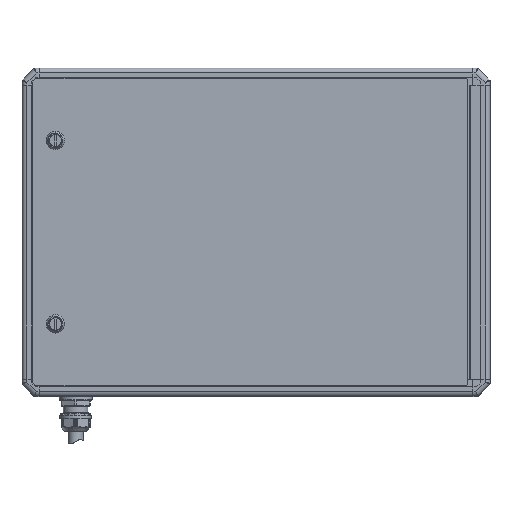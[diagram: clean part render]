
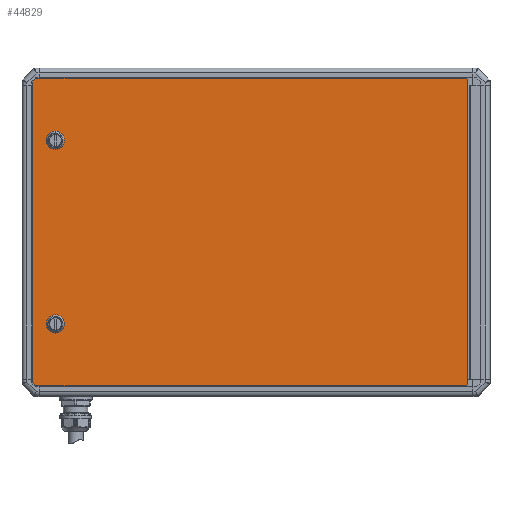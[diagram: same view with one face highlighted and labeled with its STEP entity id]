
A CAD part, top view. The second image highlights one B-rep face of the part: STEP entity #44829.
In plain terms, the highlighted planar face has unit normal (0, 0, 1).
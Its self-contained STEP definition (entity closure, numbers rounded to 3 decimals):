
#1043 = VERTEX_POINT ( 'NONE', #48320 ) ;
#1321 = VECTOR ( 'NONE', #48615, 1000. ) ;
#1393 = DIRECTION ( 'NONE',  ( 0., 0., 1. ) ) ;
#1642 = CARTESIAN_POINT ( 'NONE',  ( -160., 68., 2. ) ) ;
#1964 = ORIENTED_EDGE ( 'NONE', *, *, #16055, .T. ) ;
#2279 = EDGE_CURVE ( 'NONE', #20914, #13613, #25994, .T. ) ;
#2295 = VECTOR ( 'NONE', #10085, 1000. ) ;
#4089 = LINE ( 'NONE', #45774, #26248 ) ;
#4649 = EDGE_CURVE ( 'NONE', #10182, #41911, #6083, .T. ) ;
#4791 = VECTOR ( 'NONE', #21237, 1000. ) ;
#5335 = LINE ( 'NONE', #16522, #8078 ) ;
#5763 = EDGE_LOOP ( 'NONE', ( #36749, #13755 ) ) ;
#5991 = DIRECTION ( 'NONE',  ( 0., 1., 0. ) ) ;
#6083 = LINE ( 'NONE', #47292, #4791 ) ;
#6126 = DIRECTION ( 'NONE',  ( -0.707, 0.707, 0. ) ) ;
#6681 = VECTOR ( 'NONE', #37581, 1000. ) ;
#7053 = ORIENTED_EDGE ( 'NONE', *, *, #46594, .T. ) ;
#8078 = VECTOR ( 'NONE', #27199, 1000. ) ;
#8819 = VERTEX_POINT ( 'NONE', #1642 ) ;
#9365 = LINE ( 'NONE', #32947, #43098 ) ;
#10085 = DIRECTION ( 'NONE',  ( -0.707, -0.707, 0. ) ) ;
#10182 = VERTEX_POINT ( 'NONE', #32492 ) ;
#10467 = VERTEX_POINT ( 'NONE', #17146 ) ;
#10532 = LINE ( 'NONE', #25692, #6681 ) ;
#11293 = DIRECTION ( 'NONE',  ( 0., 0., 1. ) ) ;
#11769 = DIRECTION ( 'NONE',  ( 0.707, -0.707, 0. ) ) ;
#12223 = CARTESIAN_POINT ( 'NONE',  ( 178., 126.5, 2. ) ) ;
#12532 = EDGE_CURVE ( 'NONE', #1043, #10467, #4089, .T. ) ;
#12822 = DIRECTION ( 'NONE',  ( 0., 1., 0. ) ) ;
#13451 = DIRECTION ( 'NONE',  ( 0., 0., 1. ) ) ;
#13613 = VERTEX_POINT ( 'NONE', #23777 ) ;
#13755 = ORIENTED_EDGE ( 'NONE', *, *, #33305, .F. ) ;
#13820 = DIRECTION ( 'NONE',  ( 1., 0., 0. ) ) ;
#14566 = DIRECTION ( 'NONE',  ( 0., 0., 1. ) ) ;
#14910 = CARTESIAN_POINT ( 'NONE',  ( -179., 123.5, 2. ) ) ;
#15246 = ORIENTED_EDGE ( 'NONE', *, *, #37743, .T. ) ;
#15754 = EDGE_LOOP ( 'NONE', ( #15246, #32782, #7053, #32440, #16005, #1964, #39555, #18583 ) ) ;
#16005 = ORIENTED_EDGE ( 'NONE', *, *, #4649, .T. ) ;
#16055 = EDGE_CURVE ( 'NONE', #41911, #20914, #9365, .T. ) ;
#16522 = CARTESIAN_POINT ( 'NONE',  ( -179., -126.5, 2. ) ) ;
#16635 = EDGE_CURVE ( 'NONE', #32608, #10182, #10532, .T. ) ;
#17146 = CARTESIAN_POINT ( 'NONE',  ( -176., -126.5, 2. ) ) ;
#18023 = VERTEX_POINT ( 'NONE', #36960 ) ;
#18285 = DIRECTION ( 'NONE',  ( 0., 1., 0. ) ) ;
#18583 = ORIENTED_EDGE ( 'NONE', *, *, #25390, .T. ) ;
#18803 = AXIS2_PLACEMENT_3D ( 'NONE', #33659, #14566, #18285 ) ;
#18822 = CARTESIAN_POINT ( 'NONE',  ( -179., 126.5, 2. ) ) ;
#19515 = VERTEX_POINT ( 'NONE', #43613 ) ;
#20914 = VERTEX_POINT ( 'NONE', #12223 ) ;
#21037 = CARTESIAN_POINT ( 'NONE',  ( -304., -1.5, 2. ) ) ;
#21237 = DIRECTION ( 'NONE',  ( 0., 1., 0. ) ) ;
#22277 = CARTESIAN_POINT ( 'NONE',  ( 178., -126.5, 2. ) ) ;
#23777 = CARTESIAN_POINT ( 'NONE',  ( -176., 126.5, 2. ) ) ;
#25012 = CARTESIAN_POINT ( 'NONE',  ( -179., -126.5, 2. ) ) ;
#25157 = CIRCLE ( 'NONE', #18803, 7.5 ) ;
#25390 = EDGE_CURVE ( 'NONE', #13613, #29403, #35920, .T. ) ;
#25692 = CARTESIAN_POINT ( 'NONE',  ( -0.5, -305., 2. ) ) ;
#25994 = LINE ( 'NONE', #26480, #30380 ) ;
#26248 = VECTOR ( 'NONE', #11769, 1000. ) ;
#26480 = CARTESIAN_POINT ( 'NONE',  ( -179., 126.5, 2. ) ) ;
#27199 = DIRECTION ( 'NONE',  ( 1., 0., 0. ) ) ;
#27718 = EDGE_CURVE ( 'NONE', #42476, #8819, #40335, .T. ) ;
#29256 = CIRCLE ( 'NONE', #30073, 7.5 ) ;
#29403 = VERTEX_POINT ( 'NONE', #14910 ) ;
#29917 = DIRECTION ( 'NONE',  ( 0., 1., 0. ) ) ;
#30073 = AXIS2_PLACEMENT_3D ( 'NONE', #39995, #13451, #5991 ) ;
#30159 = CARTESIAN_POINT ( 'NONE',  ( -160., -75.5, 2. ) ) ;
#30380 = VECTOR ( 'NONE', #37401, 1000. ) ;
#32440 = ORIENTED_EDGE ( 'NONE', *, *, #16635, .T. ) ;
#32442 = FACE_OUTER_BOUND ( 'NONE', #15754, .T. ) ;
#32492 = CARTESIAN_POINT ( 'NONE',  ( 179., -125.5, 2. ) ) ;
#32576 = AXIS2_PLACEMENT_3D ( 'NONE', #25012, #39879, #13820 ) ;
#32608 = VERTEX_POINT ( 'NONE', #22277 ) ;
#32782 = ORIENTED_EDGE ( 'NONE', *, *, #12532, .T. ) ;
#32947 = CARTESIAN_POINT ( 'NONE',  ( 126., 178.5, 2. ) ) ;
#33089 = ORIENTED_EDGE ( 'NONE', *, *, #27718, .F. ) ;
#33305 = EDGE_CURVE ( 'NONE', #18023, #19515, #47747, .T. ) ;
#33659 = CARTESIAN_POINT ( 'NONE',  ( -160., 75.5, 2. ) ) ;
#35111 = CARTESIAN_POINT ( 'NONE',  ( 179., 125.5, 2. ) ) ;
#35398 = CARTESIAN_POINT ( 'NONE',  ( -160., 75.5, 2. ) ) ;
#35920 = LINE ( 'NONE', #21037, #2295 ) ;
#36749 = ORIENTED_EDGE ( 'NONE', *, *, #42449, .F. ) ;
#36960 = CARTESIAN_POINT ( 'NONE',  ( -160., -83., 2. ) ) ;
#37401 = DIRECTION ( 'NONE',  ( -1., 0., 0. ) ) ;
#37409 = ORIENTED_EDGE ( 'NONE', *, *, #38166, .F. ) ;
#37581 = DIRECTION ( 'NONE',  ( 0.707, 0.707, 0. ) ) ;
#37743 = EDGE_CURVE ( 'NONE', #29403, #1043, #41152, .T. ) ;
#38166 = EDGE_CURVE ( 'NONE', #8819, #42476, #25157, .T. ) ;
#39555 = ORIENTED_EDGE ( 'NONE', *, *, #2279, .T. ) ;
#39560 = AXIS2_PLACEMENT_3D ( 'NONE', #35398, #1393, #12822 ) ;
#39879 = DIRECTION ( 'NONE',  ( 0., 0., 1. ) ) ;
#39995 = CARTESIAN_POINT ( 'NONE',  ( -160., -75.5, 2. ) ) ;
#40114 = FACE_BOUND ( 'NONE', #45225, .T. ) ;
#40335 = CIRCLE ( 'NONE', #39560, 7.5 ) ;
#41152 = LINE ( 'NONE', #18822, #1321 ) ;
#41911 = VERTEX_POINT ( 'NONE', #35111 ) ;
#42449 = EDGE_CURVE ( 'NONE', #19515, #18023, #29256, .T. ) ;
#42476 = VERTEX_POINT ( 'NONE', #47199 ) ;
#43098 = VECTOR ( 'NONE', #6126, 1000. ) ;
#43613 = CARTESIAN_POINT ( 'NONE',  ( -160., -68., 2. ) ) ;
#44829 = ADVANCED_FACE ( 'NONE', ( #48307, #32442, #40114 ), #48057, .T. ) ;
#45225 = EDGE_LOOP ( 'NONE', ( #33089, #37409 ) ) ;
#45774 = CARTESIAN_POINT ( 'NONE',  ( -177.5, -125., 2. ) ) ;
#46594 = EDGE_CURVE ( 'NONE', #10467, #32608, #5335, .T. ) ;
#47199 = CARTESIAN_POINT ( 'NONE',  ( -160., 83., 2. ) ) ;
#47292 = CARTESIAN_POINT ( 'NONE',  ( 179., 126.5, 2. ) ) ;
#47747 = CIRCLE ( 'NONE', #48527, 7.5 ) ;
#48057 = PLANE ( 'NONE',  #32576 ) ;
#48307 = FACE_BOUND ( 'NONE', #5763, .T. ) ;
#48320 = CARTESIAN_POINT ( 'NONE',  ( -179., -123.5, 2. ) ) ;
#48527 = AXIS2_PLACEMENT_3D ( 'NONE', #30159, #11293, #29917 ) ;
#48615 = DIRECTION ( 'NONE',  ( 0., -1., 0. ) ) ;
